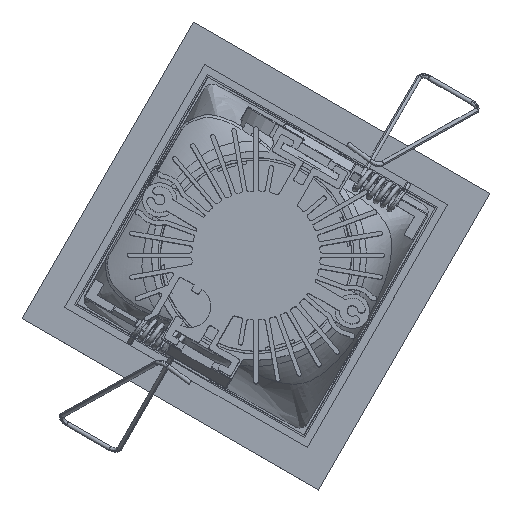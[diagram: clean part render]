
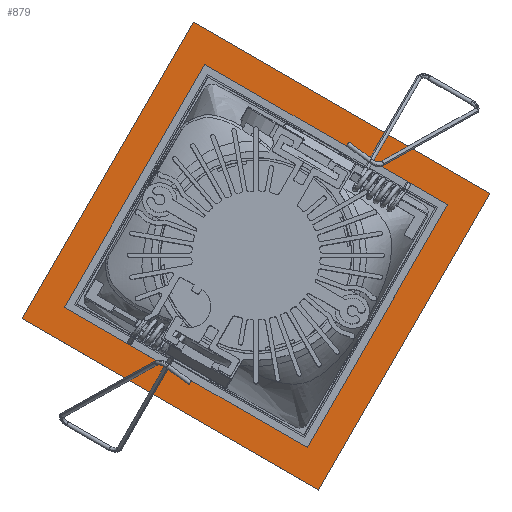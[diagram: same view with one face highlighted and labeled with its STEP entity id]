
A CAD part, top view. The second image highlights one B-rep face of the part: STEP entity #879.
In plain terms, the highlighted planar face has unit normal (0, 0, 1).
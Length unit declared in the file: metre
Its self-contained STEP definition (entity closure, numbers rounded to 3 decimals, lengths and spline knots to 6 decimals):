
#105=FACE_BOUND('',#2668,.T.);
#879=ADVANCED_FACE('',(#1765,#105),#15141,.T.);
#1765=FACE_OUTER_BOUND('',#2667,.T.);
#2667=EDGE_LOOP('',(#7144,#7145,#7146,#7147));
#2668=EDGE_LOOP('',(#7148,#7149,#7150,#7151));
#7144=ORIENTED_EDGE('',*,*,#9942,.F.);
#7145=ORIENTED_EDGE('',*,*,#9943,.F.);
#7146=ORIENTED_EDGE('',*,*,#9944,.F.);
#7147=ORIENTED_EDGE('',*,*,#9941,.F.);
#7148=ORIENTED_EDGE('',*,*,#9945,.F.);
#7149=ORIENTED_EDGE('',*,*,#9946,.F.);
#7150=ORIENTED_EDGE('',*,*,#9947,.F.);
#7151=ORIENTED_EDGE('',*,*,#9948,.F.);
#9941=EDGE_CURVE('',#14152,#14153,#12588,.T.);
#9942=EDGE_CURVE('',#14154,#14152,#12589,.T.);
#9943=EDGE_CURVE('',#14155,#14154,#12590,.T.);
#9944=EDGE_CURVE('',#14153,#14155,#12591,.T.);
#9945=EDGE_CURVE('',#14156,#14157,#12592,.T.);
#9946=EDGE_CURVE('',#14158,#14156,#12593,.T.);
#9947=EDGE_CURVE('',#14159,#14158,#12594,.T.);
#9948=EDGE_CURVE('',#14157,#14159,#12595,.T.);
#12588=B_SPLINE_CURVE_WITH_KNOTS('',1,(#112577,#112578),.UNSPECIFIED.,.F.,
 .F.,(2,2),(0.,0.08),.UNSPECIFIED.);
#12589=B_SPLINE_CURVE_WITH_KNOTS('',1,(#112579,#112580),.UNSPECIFIED.,.F.,
 .F.,(2,2),(-0.08,0.),.UNSPECIFIED.);
#12590=B_SPLINE_CURVE_WITH_KNOTS('',1,(#112581,#112582),.UNSPECIFIED.,.F.,
 .F.,(2,2),(-0.08,0.),.UNSPECIFIED.);
#12591=B_SPLINE_CURVE_WITH_KNOTS('',1,(#112583,#112584),.UNSPECIFIED.,.F.,
 .F.,(2,2),(-0.08,0.),.UNSPECIFIED.);
#12592=B_SPLINE_CURVE_WITH_KNOTS('',1,(#112585,#112586),.UNSPECIFIED.,.F.,
 .F.,(2,2),(0.,0.0655),.UNSPECIFIED.);
#12593=B_SPLINE_CURVE_WITH_KNOTS('',1,(#112587,#112588),.UNSPECIFIED.,.F.,
 .F.,(2,2),(-0.0655,0.),.UNSPECIFIED.);
#12594=B_SPLINE_CURVE_WITH_KNOTS('',1,(#112589,#112590),.UNSPECIFIED.,.F.,
 .F.,(2,2),(0.,0.0655),.UNSPECIFIED.);
#12595=B_SPLINE_CURVE_WITH_KNOTS('',1,(#112591,#112592),.UNSPECIFIED.,.F.,
 .F.,(2,2),(0.,0.0655),.UNSPECIFIED.);
#14152=VERTEX_POINT('',#112537);
#14153=VERTEX_POINT('',#112538);
#14154=VERTEX_POINT('',#112539);
#14155=VERTEX_POINT('',#112540);
#14156=VERTEX_POINT('',#112541);
#14157=VERTEX_POINT('',#112542);
#14158=VERTEX_POINT('',#112543);
#14159=VERTEX_POINT('',#112544);
#15141=PLANE('',#15692);
#15692=AXIS2_PLACEMENT_3D('',#112512,#16074,$);
#16074=DIRECTION('',(0.,0.,1.));
#112512=CARTESIAN_POINT('',(0.944208,0.253,-0.05665));
#112537=CARTESIAN_POINT('',(-0.014641,0.054641,-0.05665));
#112538=CARTESIAN_POINT('',(0.054641,0.014641,-0.05665));
#112539=CARTESIAN_POINT('',(-0.054641,-0.014641,-0.05665));
#112540=CARTESIAN_POINT('',(0.014641,-0.054641,-0.05665));
#112541=CARTESIAN_POINT('',(-0.011987,0.044737,-0.05665));
#112542=CARTESIAN_POINT('',(-0.044737,-0.011987,-0.05665));
#112543=CARTESIAN_POINT('',(0.044737,0.011987,-0.05665));
#112544=CARTESIAN_POINT('',(0.011987,-0.044737,-0.05665));
#112577=CARTESIAN_POINT('',(-0.014641,0.054641,-0.05665));
#112578=CARTESIAN_POINT('',(0.054641,0.014641,-0.05665));
#112579=CARTESIAN_POINT('',(-0.054641,-0.014641,-0.05665));
#112580=CARTESIAN_POINT('',(-0.014641,0.054641,-0.05665));
#112581=CARTESIAN_POINT('',(0.014641,-0.054641,-0.05665));
#112582=CARTESIAN_POINT('',(-0.054641,-0.014641,-0.05665));
#112583=CARTESIAN_POINT('',(0.054641,0.014641,-0.05665));
#112584=CARTESIAN_POINT('',(0.014641,-0.054641,-0.05665));
#112585=CARTESIAN_POINT('',(-0.011987,0.044737,-0.05665));
#112586=CARTESIAN_POINT('',(-0.044737,-0.011987,-0.05665));
#112587=CARTESIAN_POINT('',(0.044737,0.011987,-0.05665));
#112588=CARTESIAN_POINT('',(-0.011987,0.044737,-0.05665));
#112589=CARTESIAN_POINT('',(0.011987,-0.044737,-0.05665));
#112590=CARTESIAN_POINT('',(0.044737,0.011987,-0.05665));
#112591=CARTESIAN_POINT('',(-0.044737,-0.011987,-0.05665));
#112592=CARTESIAN_POINT('',(0.011987,-0.044737,-0.05665));
